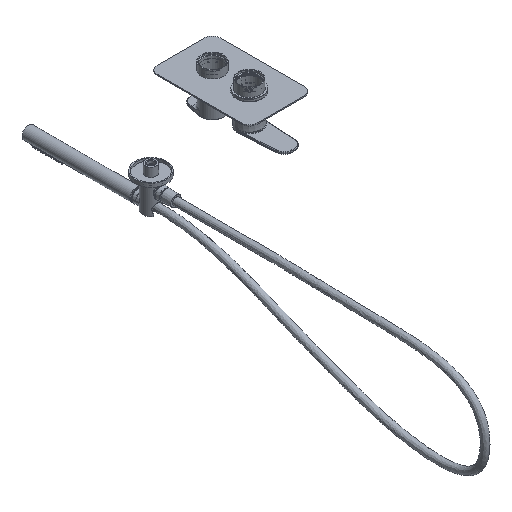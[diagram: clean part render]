
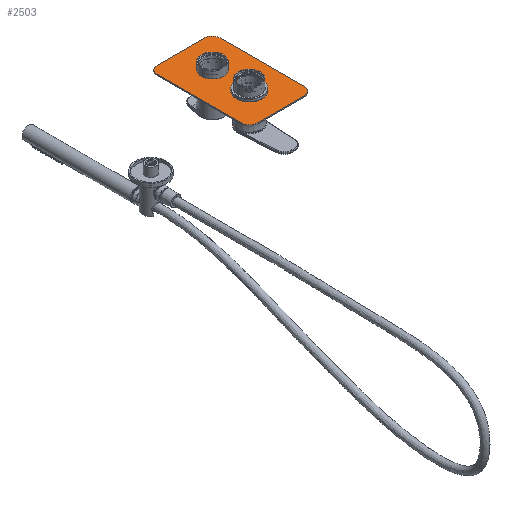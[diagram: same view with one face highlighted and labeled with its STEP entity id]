
A CAD part, isometric view. The second image highlights one B-rep face of the part: STEP entity #2503.
In plain terms, the highlighted planar face has unit normal (0, 0, 1).
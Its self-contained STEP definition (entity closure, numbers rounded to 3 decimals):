
#26 = DIRECTION ( 'NONE',  ( 1., 0., 0. ) ) ;
#63 = CARTESIAN_POINT ( 'NONE',  ( -82., 167., 99.148 ) ) ;
#497 = CARTESIAN_POINT ( 'NONE',  ( -15.75, 107., 99.148 ) ) ;
#653 = ORIENTED_EDGE ( 'NONE', *, *, #22841, .T. ) ;
#1413 = CARTESIAN_POINT ( 'NONE',  ( 23., 152., 99.148 ) ) ;
#1545 = CARTESIAN_POINT ( 'NONE',  ( -97., -8., 99.148 ) ) ;
#1582 = VERTEX_POINT ( 'NONE', #21786 ) ;
#1650 = LINE ( 'NONE', #1878, #13532 ) ;
#1726 = DIRECTION ( 'NONE',  ( 1., 0., 0. ) ) ;
#1878 = CARTESIAN_POINT ( 'NONE',  ( 23., 167., 99.148 ) ) ;
#2002 = AXIS2_PLACEMENT_3D ( 'NONE', #18025, #17558, #1726 ) ;
#2083 = CARTESIAN_POINT ( 'NONE',  ( 8., -23., 99.148 ) ) ;
#2503 = ADVANCED_FACE ( 'NONE', ( #5310, #13981, #10692 ), #19381, .T. ) ;
#3104 = CIRCLE ( 'NONE', #2002, 25. ) ;
#3414 = EDGE_CURVE ( 'NONE', #9068, #21679, #13396, .T. ) ;
#3421 = AXIS2_PLACEMENT_3D ( 'NONE', #22812, #10739, #6734 ) ;
#4217 = CIRCLE ( 'NONE', #6814, 15. ) ;
#4453 = AXIS2_PLACEMENT_3D ( 'NONE', #20500, #20734, #8411 ) ;
#4535 = CIRCLE ( 'NONE', #3421, 15. ) ;
#4898 = CARTESIAN_POINT ( 'NONE',  ( 23., -23., 99.148 ) ) ;
#4938 = CARTESIAN_POINT ( 'NONE',  ( -37., 107., 99.148 ) ) ;
#4963 = DIRECTION ( 'NONE',  ( 1., 0., 0. ) ) ;
#5310 = FACE_OUTER_BOUND ( 'NONE', #17605, .T. ) ;
#5785 = ORIENTED_EDGE ( 'NONE', *, *, #15255, .F. ) ;
#5983 = EDGE_LOOP ( 'NONE', ( #7377 ) ) ;
#6032 = ORIENTED_EDGE ( 'NONE', *, *, #18253, .T. ) ;
#6512 = ORIENTED_EDGE ( 'NONE', *, *, #22161, .T. ) ;
#6734 = DIRECTION ( 'NONE',  ( 1., 0., 0. ) ) ;
#6801 = DIRECTION ( 'NONE',  ( 1., 0., 0. ) ) ;
#6802 = DIRECTION ( 'NONE',  ( 0., -1., 0. ) ) ;
#6814 = AXIS2_PLACEMENT_3D ( 'NONE', #8819, #17757, #15991 ) ;
#7377 = ORIENTED_EDGE ( 'NONE', *, *, #7773, .F. ) ;
#7458 = VERTEX_POINT ( 'NONE', #11728 ) ;
#7773 = EDGE_CURVE ( 'NONE', #9427, #9427, #3104, .T. ) ;
#8411 = DIRECTION ( 'NONE',  ( 1., 0., 0. ) ) ;
#8675 = ORIENTED_EDGE ( 'NONE', *, *, #17051, .T. ) ;
#8781 = DIRECTION ( 'NONE',  ( -1., 0., 0. ) ) ;
#8819 = CARTESIAN_POINT ( 'NONE',  ( -82., 152., 99.148 ) ) ;
#9068 = VERTEX_POINT ( 'NONE', #21099 ) ;
#9427 = VERTEX_POINT ( 'NONE', #10735 ) ;
#9765 = AXIS2_PLACEMENT_3D ( 'NONE', #21021, #10704, #4963 ) ;
#9799 = VECTOR ( 'NONE', #19213, 1000. ) ;
#10540 = VERTEX_POINT ( 'NONE', #1545 ) ;
#10692 = FACE_BOUND ( 'NONE', #5983, .T. ) ;
#10704 = DIRECTION ( 'NONE',  ( 0., 0., 1. ) ) ;
#10735 = CARTESIAN_POINT ( 'NONE',  ( -12., 37., 99.148 ) ) ;
#10739 = DIRECTION ( 'NONE',  ( 0., 0., 1. ) ) ;
#11057 = ORIENTED_EDGE ( 'NONE', *, *, #20153, .T. ) ;
#11728 = CARTESIAN_POINT ( 'NONE',  ( -97., 152., 99.148 ) ) ;
#13232 = EDGE_CURVE ( 'NONE', #20512, #22610, #1650, .T. ) ;
#13396 = LINE ( 'NONE', #22536, #17446 ) ;
#13532 = VECTOR ( 'NONE', #8781, 1000. ) ;
#13655 = EDGE_LOOP ( 'NONE', ( #5785 ) ) ;
#13850 = LINE ( 'NONE', #17383, #21354 ) ;
#13962 = CARTESIAN_POINT ( 'NONE',  ( 8., 167., 99.148 ) ) ;
#13981 = FACE_BOUND ( 'NONE', #13655, .T. ) ;
#14350 = VERTEX_POINT ( 'NONE', #497 ) ;
#14586 = CIRCLE ( 'NONE', #4453, 15. ) ;
#15255 = EDGE_CURVE ( 'NONE', #14350, #14350, #17452, .T. ) ;
#15991 = DIRECTION ( 'NONE',  ( 1., 0., 0. ) ) ;
#16094 = DIRECTION ( 'NONE',  ( 0., 0., 1. ) ) ;
#16133 = ORIENTED_EDGE ( 'NONE', *, *, #21038, .T. ) ;
#17051 = EDGE_CURVE ( 'NONE', #7458, #10540, #13850, .T. ) ;
#17383 = CARTESIAN_POINT ( 'NONE',  ( -97., 167., 99.148 ) ) ;
#17446 = VECTOR ( 'NONE', #20665, 1000. ) ;
#17452 = CIRCLE ( 'NONE', #18197, 21.25 ) ;
#17558 = DIRECTION ( 'NONE',  ( 0., 0., 1. ) ) ;
#17605 = EDGE_LOOP ( 'NONE', ( #8675, #16133, #18581, #11057, #6512, #6032, #19702, #653 ) ) ;
#17757 = DIRECTION ( 'NONE',  ( 0., 0., 1. ) ) ;
#18025 = CARTESIAN_POINT ( 'NONE',  ( -37., 37., 99.148 ) ) ;
#18197 = AXIS2_PLACEMENT_3D ( 'NONE', #4938, #21356, #6801 ) ;
#18253 = EDGE_CURVE ( 'NONE', #19833, #20512, #22881, .T. ) ;
#18581 = ORIENTED_EDGE ( 'NONE', *, *, #3414, .T. ) ;
#19213 = DIRECTION ( 'NONE',  ( 0., 1., 0. ) ) ;
#19381 = PLANE ( 'NONE',  #20464 ) ;
#19447 = LINE ( 'NONE', #4898, #9799 ) ;
#19702 = ORIENTED_EDGE ( 'NONE', *, *, #13232, .T. ) ;
#19833 = VERTEX_POINT ( 'NONE', #1413 ) ;
#20153 = EDGE_CURVE ( 'NONE', #21679, #1582, #14586, .T. ) ;
#20464 = AXIS2_PLACEMENT_3D ( 'NONE', #21134, #16094, #26 ) ;
#20500 = CARTESIAN_POINT ( 'NONE',  ( 8., -8., 99.148 ) ) ;
#20512 = VERTEX_POINT ( 'NONE', #13962 ) ;
#20665 = DIRECTION ( 'NONE',  ( 1., 0., 0. ) ) ;
#20734 = DIRECTION ( 'NONE',  ( 0., 0., 1. ) ) ;
#21021 = CARTESIAN_POINT ( 'NONE',  ( 8., 152., 99.148 ) ) ;
#21038 = EDGE_CURVE ( 'NONE', #10540, #9068, #4535, .T. ) ;
#21099 = CARTESIAN_POINT ( 'NONE',  ( -82., -23., 99.148 ) ) ;
#21134 = CARTESIAN_POINT ( 'NONE',  ( -37., 107., 99.148 ) ) ;
#21354 = VECTOR ( 'NONE', #6802, 1000. ) ;
#21356 = DIRECTION ( 'NONE',  ( 0., 0., 1. ) ) ;
#21679 = VERTEX_POINT ( 'NONE', #2083 ) ;
#21786 = CARTESIAN_POINT ( 'NONE',  ( 23., -8., 99.148 ) ) ;
#22161 = EDGE_CURVE ( 'NONE', #1582, #19833, #19447, .T. ) ;
#22536 = CARTESIAN_POINT ( 'NONE',  ( -97., -23., 99.148 ) ) ;
#22610 = VERTEX_POINT ( 'NONE', #63 ) ;
#22812 = CARTESIAN_POINT ( 'NONE',  ( -82., -8., 99.148 ) ) ;
#22841 = EDGE_CURVE ( 'NONE', #22610, #7458, #4217, .T. ) ;
#22881 = CIRCLE ( 'NONE', #9765, 15. ) ;
